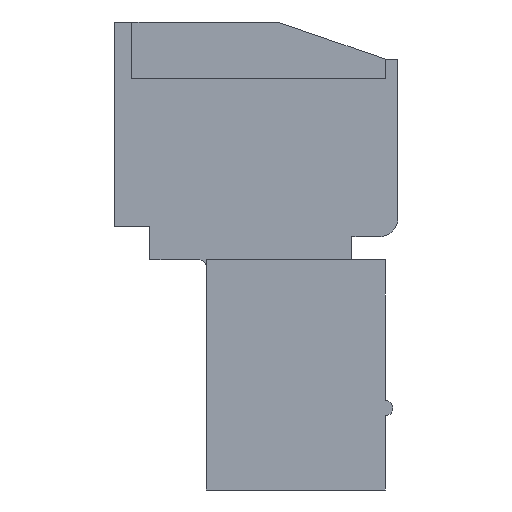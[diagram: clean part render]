
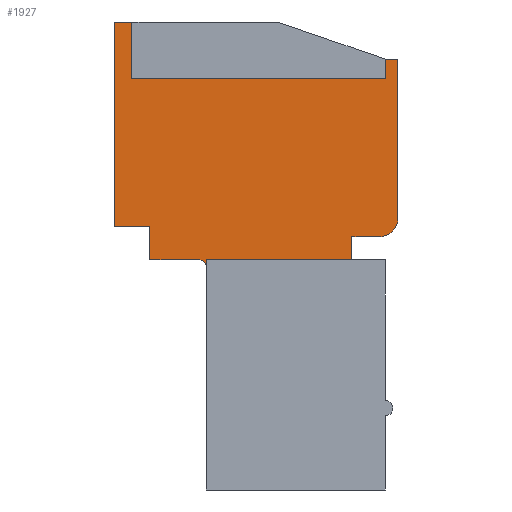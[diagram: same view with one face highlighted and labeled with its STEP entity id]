
A CAD part, left-side view. The second image highlights one B-rep face of the part: STEP entity #1927.
In plain terms, the highlighted planar face has unit normal (-1, 0, 0).
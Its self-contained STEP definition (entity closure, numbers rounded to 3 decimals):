
#1927 = ADVANCED_FACE( '', ( #4271 ), #4272, .T. );
#4271 = FACE_OUTER_BOUND( '', #7211, .T. );
#4272 = PLANE( '', #7212 );
#7211 = EDGE_LOOP( '', ( #12170, #12171, #12172, #12173, #12174, #12175, #12176, #12177, #12178, #12179, #12180, #12181, #12182, #12183, #12184, #12185 ) );
#7212 = AXIS2_PLACEMENT_3D( '', #12186, #12187, #12188 );
#12170 = ORIENTED_EDGE( '', *, *, #19503, .F. );
#12171 = ORIENTED_EDGE( '', *, *, #19504, .F. );
#12172 = ORIENTED_EDGE( '', *, *, #19505, .T. );
#12173 = ORIENTED_EDGE( '', *, *, #19506, .T. );
#12174 = ORIENTED_EDGE( '', *, *, #19030, .T. );
#12175 = ORIENTED_EDGE( '', *, *, #19507, .T. );
#12176 = ORIENTED_EDGE( '', *, *, #19508, .T. );
#12177 = ORIENTED_EDGE( '', *, *, #19509, .T. );
#12178 = ORIENTED_EDGE( '', *, *, #19354, .T. );
#12179 = ORIENTED_EDGE( '', *, *, #18190, .T. );
#12180 = ORIENTED_EDGE( '', *, *, #19510, .T. );
#12181 = ORIENTED_EDGE( '', *, *, #18772, .T. );
#12182 = ORIENTED_EDGE( '', *, *, #18268, .T. );
#12183 = ORIENTED_EDGE( '', *, *, #18204, .F. );
#12184 = ORIENTED_EDGE( '', *, *, #19511, .T. );
#12185 = ORIENTED_EDGE( '', *, *, #19512, .T. );
#12186 = CARTESIAN_POINT( '', ( -15.24, 0., 0. ) );
#12187 = DIRECTION( '', ( -1., 0., 0. ) );
#12188 = DIRECTION( '', ( 0., 0., 1. ) );
#18190 = EDGE_CURVE( '', #21962, #21960, #21963, .T. );
#18204 = EDGE_CURVE( '', #21986, #21988, #21989, .F. );
#18268 = EDGE_CURVE( '', #22096, #21988, #22099, .T. );
#18772 = EDGE_CURVE( '', #22964, #22096, #22965, .T. );
#19030 = EDGE_CURVE( '', #23370, #23371, #23372, .T. );
#19354 = EDGE_CURVE( '', #23875, #21962, #23876, .F. );
#19503 = EDGE_CURVE( '', #24110, #24111, #24112, .T. );
#19504 = EDGE_CURVE( '', #24113, #24110, #24114, .T. );
#19505 = EDGE_CURVE( '', #24113, #24115, #24116, .T. );
#19506 = EDGE_CURVE( '', #24115, #23370, #24117, .T. );
#19507 = EDGE_CURVE( '', #23371, #24118, #24119, .T. );
#19508 = EDGE_CURVE( '', #24118, #24120, #24121, .T. );
#19509 = EDGE_CURVE( '', #24120, #23875, #24122, .T. );
#19510 = EDGE_CURVE( '', #21960, #22964, #24123, .T. );
#19511 = EDGE_CURVE( '', #21986, #24124, #24125, .T. );
#19512 = EDGE_CURVE( '', #24124, #24111, #24126, .T. );
#21960 = VERTEX_POINT( '', #27372 );
#21962 = VERTEX_POINT( '', #27375 );
#21963 = LINE( '', #27376, #27377 );
#21986 = VERTEX_POINT( '', #27409 );
#21988 = VERTEX_POINT( '', #27412 );
#21989 = CIRCLE( '', #27413, 0.75 );
#22096 = VERTEX_POINT( '', #27568 );
#22099 = LINE( '', #27573, #27574 );
#22964 = VERTEX_POINT( '', #28808 );
#22965 = LINE( '', #28809, #28810 );
#23370 = VERTEX_POINT( '', #29413 );
#23371 = VERTEX_POINT( '', #29414 );
#23372 = LINE( '', #29415, #29416 );
#23875 = VERTEX_POINT( '', #30163 );
#23876 = CIRCLE( '', #30164, 0.3 );
#24110 = VERTEX_POINT( '', #30504 );
#24111 = VERTEX_POINT( '', #30505 );
#24112 = LINE( '', #30506, #30507 );
#24113 = VERTEX_POINT( '', #30508 );
#24114 = LINE( '', #30509, #30510 );
#24115 = VERTEX_POINT( '', #30511 );
#24116 = LINE( '', #30512, #30513 );
#24117 = LINE( '', #30514, #30515 );
#24118 = VERTEX_POINT( '', #30516 );
#24119 = LINE( '', #30517, #30518 );
#24120 = VERTEX_POINT( '', #30519 );
#24121 = LINE( '', #30520, #30521 );
#24122 = LINE( '', #30522, #30523 );
#24123 = LINE( '', #30524, #30525 );
#24124 = VERTEX_POINT( '', #30526 );
#24125 = LINE( '', #30527, #30528 );
#24126 = LINE( '', #30529, #30530 );
#27372 = CARTESIAN_POINT( '', ( -15.24, 2.9, -1.3 ) );
#27375 = CARTESIAN_POINT( '', ( -15.24, 2.9, -1.6 ) );
#27376 = CARTESIAN_POINT( '', ( -15.24, 2.9, -1.6 ) );
#27377 = VECTOR( '', #34091, 1000. );
#27409 = CARTESIAN_POINT( '', ( -15.24, -4.6, 0.35 ) );
#27412 = CARTESIAN_POINT( '', ( -15.24, -3.85, -0.4 ) );
#27413 = AXIS2_PLACEMENT_3D( '', #34105, #34106, #34107 );
#27568 = CARTESIAN_POINT( '', ( -15.24, -2.8, -0.4 ) );
#27573 = CARTESIAN_POINT( '', ( -15.24, -4.6, -0.4 ) );
#27574 = VECTOR( '', #34172, 1000. );
#28808 = CARTESIAN_POINT( '', ( -15.24, -2.8, -1.3 ) );
#28809 = CARTESIAN_POINT( '', ( -15.24, -2.8, -0.4 ) );
#28810 = VECTOR( '', #34668, 1000. );
#29413 = CARTESIAN_POINT( '', ( -15.24, 6.5, 8. ) );
#29414 = CARTESIAN_POINT( '', ( -15.24, 6.5, 0. ) );
#29415 = CARTESIAN_POINT( '', ( -15.24, 6.5, 8. ) );
#29416 = VECTOR( '', #34896, 1000. );
#30163 = CARTESIAN_POINT( '', ( -15.24, 3.2, -1.3 ) );
#30164 = AXIS2_PLACEMENT_3D( '', #35162, #35163, #35164 );
#30504 = CARTESIAN_POINT( '', ( -15.24, -4.1, 5.8 ) );
#30505 = CARTESIAN_POINT( '', ( -15.24, -4.1, 6.55 ) );
#30506 = CARTESIAN_POINT( '', ( -15.24, -4.1, 5.8 ) );
#30507 = VECTOR( '', #35310, 1000. );
#30508 = CARTESIAN_POINT( '', ( -15.24, 5.8, 5.8 ) );
#30509 = CARTESIAN_POINT( '', ( -15.24, 5.8, 5.8 ) );
#30510 = VECTOR( '', #35311, 1000. );
#30511 = CARTESIAN_POINT( '', ( -15.24, 5.8, 8. ) );
#30512 = CARTESIAN_POINT( '', ( -15.24, 5.8, 5.8 ) );
#30513 = VECTOR( '', #35312, 1000. );
#30514 = CARTESIAN_POINT( '', ( -15.24, -4.6, 8. ) );
#30515 = VECTOR( '', #35313, 1000. );
#30516 = CARTESIAN_POINT( '', ( -15.24, 5.1, 0. ) );
#30517 = CARTESIAN_POINT( '', ( -15.24, 5.1, 0. ) );
#30518 = VECTOR( '', #35314, 1000. );
#30519 = CARTESIAN_POINT( '', ( -15.24, 5.1, -1.3 ) );
#30520 = CARTESIAN_POINT( '', ( -15.24, 5.1, -1.3 ) );
#30521 = VECTOR( '', #35315, 1000. );
#30522 = CARTESIAN_POINT( '', ( -15.24, 2.9, -1.3 ) );
#30523 = VECTOR( '', #35316, 1000. );
#30524 = CARTESIAN_POINT( '', ( -15.24, 2.9, -1.3 ) );
#30525 = VECTOR( '', #35317, 1000. );
#30526 = CARTESIAN_POINT( '', ( -15.24, -4.6, 6.55 ) );
#30527 = CARTESIAN_POINT( '', ( -15.24, -4.6, -1.3 ) );
#30528 = VECTOR( '', #35318, 1000. );
#30529 = CARTESIAN_POINT( '', ( -15.24, -4.6, 6.55 ) );
#30530 = VECTOR( '', #35319, 1000. );
#34091 = DIRECTION( '', ( 0., 0., 1. ) );
#34105 = CARTESIAN_POINT( '', ( -15.24, -3.85, 0.35 ) );
#34106 = DIRECTION( '', ( -1., 0., 0. ) );
#34107 = DIRECTION( '', ( 0., 0., 1. ) );
#34172 = DIRECTION( '', ( 0., -1., 0. ) );
#34668 = DIRECTION( '', ( 0., 0., 1. ) );
#34896 = DIRECTION( '', ( 0., 0., -1. ) );
#35162 = CARTESIAN_POINT( '', ( -15.24, 3.2, -1.6 ) );
#35163 = DIRECTION( '', ( -1., 0., 0. ) );
#35164 = DIRECTION( '', ( 0., 0., 1. ) );
#35310 = DIRECTION( '', ( 0., 0., 1. ) );
#35311 = DIRECTION( '', ( 0., -1., 0. ) );
#35312 = DIRECTION( '', ( 0., 0., 1. ) );
#35313 = DIRECTION( '', ( 0., 1., 0. ) );
#35314 = DIRECTION( '', ( 0., -1., 0. ) );
#35315 = DIRECTION( '', ( 0., 0., -1. ) );
#35316 = DIRECTION( '', ( 0., -1., 0. ) );
#35317 = DIRECTION( '', ( 0., -1., 0. ) );
#35318 = DIRECTION( '', ( 0., 0., 1. ) );
#35319 = DIRECTION( '', ( 0., 1., 0. ) );
